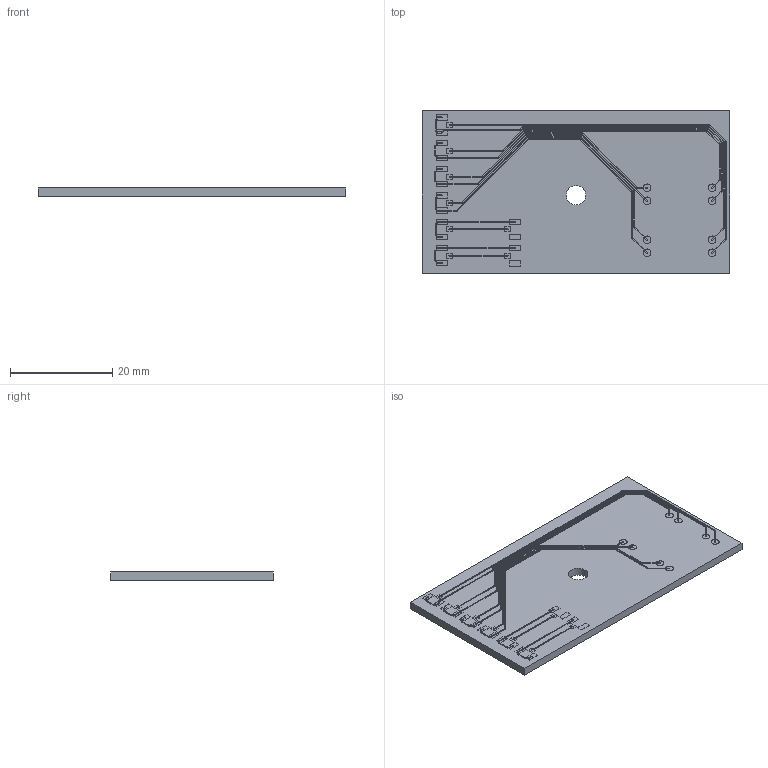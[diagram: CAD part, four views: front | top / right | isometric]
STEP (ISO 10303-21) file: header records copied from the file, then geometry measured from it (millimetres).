
FILE_DESCRIPTION(('KiCad electronic assembly'),'2;1');
FILE_NAME('refSiPM1.step','2024-10-13T17:08:11',('Pcbnew'),('Kicad'), 'Open CASCADE STEP processor 7.8','KiCad to STEP converter','Unknown' );
FILE_SCHEMA(('AUTOMOTIVE_DESIGN { 1 0 10303 214 1 1 1 1 }'));
Length unit declared in the file: millimetre
Products named in the file (118): refSiPM1 1; refSiPM1_track_1; refSiPM1_track_2; refSiPM1_track_3; refSiPM1_track_4; refSiPM1_track_5; refSiPM1_track_6; refSiPM1_track_7; refSiPM1_track_8; refSiPM1_track_9; refSiPM1_track_10; refSiPM1_track_11; refSiPM1_track_12; refSiPM1_track_13; refSiPM1_track_14; refSiPM1_track_15; refSiPM1_track_16; refSiPM1_track_17; refSiPM1_track_18; refSiPM1_track_19; refSiPM1_track_20; refSiPM1_track_21; refSiPM1_track_22; refSiPM1_track_23; refSiPM1_track_24; refSiPM1_track_25; refSiPM1_track_26; refSiPM1_track_27; refSiPM1_track_28; refSiPM1_track_29; refSiPM1_track_30; refSiPM1_track_31; refSiPM1_track_32; refSiPM1_track_33; refSiPM1_track_34; refSiPM1_track_35; refSiPM1_track_36; refSiPM1_track_37; refSiPM1_track_38; refSiPM1_track_39 ...
Assembly tree (117 placements, depth 2):
  refSiPM1 1
    refSiPM1_track_1
    refSiPM1_track_2
    refSiPM1_track_3
    refSiPM1_track_4
    refSiPM1_track_5
    refSiPM1_track_6
    refSiPM1_track_7
    refSiPM1_track_8
    refSiPM1_track_9
    refSiPM1_track_10
    refSiPM1_track_11
    refSiPM1_track_12
    refSiPM1_track_13
    refSiPM1_track_14
    refSiPM1_track_15
    refSiPM1_track_16
    refSiPM1_track_17
    refSiPM1_track_18
    refSiPM1_track_19
    refSiPM1_track_20
    refSiPM1_track_21
    refSiPM1_track_22
    refSiPM1_track_23
    refSiPM1_track_24
    refSiPM1_track_25
    refSiPM1_track_26
    refSiPM1_track_27
    refSiPM1_track_28
    refSiPM1_track_29
    refSiPM1_track_30
    refSiPM1_track_31
    refSiPM1_track_32
    refSiPM1_track_33
    refSiPM1_track_34
    refSiPM1_track_35
    refSiPM1_track_36
    refSiPM1_track_37
    refSiPM1_track_38
    refSiPM1_track_39
    refSiPM1_track_40
    refSiPM1_track_41
    refSiPM1_track_42
    refSiPM1_track_43
    refSiPM1_track_44
    refSiPM1_track_45
    refSiPM1_track_46
    refSiPM1_track_47
    refSiPM1_track_48
    refSiPM1_track_49
    refSiPM1_track_50
    refSiPM1_track_51
    refSiPM1_track_52
    refSiPM1_track_53
    refSiPM1_track_54
    refSiPM1_track_55
    refSiPM1_track_56
    refSiPM1_track_57
    refSiPM1_track_58
    refSiPM1_track_59
Bounding box: 60 x 31.75 x 1.64 mm (x, y, z)
Volume: 3036.1 mm3; surface area: 4507.2 mm2
Topology: 117 solids, 117 shells, 679 faces, 1335 edges, 890 vertices
Faces by surface type: plane 502, cylinder 177
Full cylindrical faces by diameter (mm): 1.524 x8, 3.8 x1
Entity records: 20209 total; most frequent: DIRECTION 3283, CARTESIAN_POINT 3022, ORIENTED_EDGE 2670, EDGE_CURVE 1335, AXIS2_PLACEMENT_3D 1151, LINE 981, VECTOR 981, VERTEX_POINT 890
